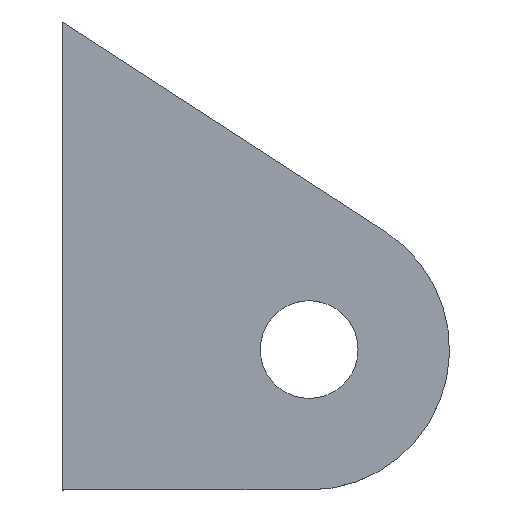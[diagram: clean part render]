
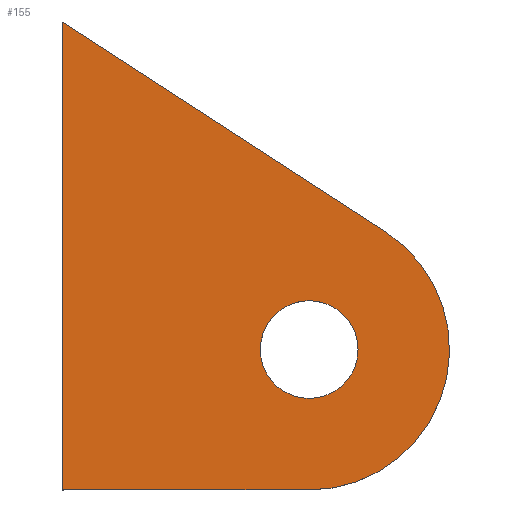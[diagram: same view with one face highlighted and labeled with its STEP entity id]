
A CAD part, top view. The second image highlights one B-rep face of the part: STEP entity #155.
In plain terms, the highlighted planar face has unit normal (0, 0, 1).
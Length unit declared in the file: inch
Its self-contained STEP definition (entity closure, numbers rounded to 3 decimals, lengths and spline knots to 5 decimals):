
#3 = EDGE_LOOP ( 'NONE', ( #12, #19 ) ) ;
#5 = CARTESIAN_POINT ( 'NONE',  ( 0.63158, 0.3, 0.0375 ) ) ;
#12 = ORIENTED_EDGE ( 'NONE', *, *, #205, .F. ) ;
#13 = DIRECTION ( 'NONE',  ( 0., 0., 1. ) ) ;
#14 = CIRCLE ( 'NONE', #142, 0.3 ) ;
#19 = ORIENTED_EDGE ( 'NONE', *, *, #66, .F. ) ;
#32 = DIRECTION ( 'NONE',  ( -1., 0., 0. ) ) ;
#40 = FACE_OUTER_BOUND ( 'NONE', #98, .T. ) ;
#57 = FACE_BOUND ( 'NONE', #3, .T. ) ;
#64 = VERTEX_POINT ( 'NONE', #275 ) ;
#66 = EDGE_CURVE ( 'NONE', #268, #101, #121, .T. ) ;
#72 = ORIENTED_EDGE ( 'NONE', *, *, #244, .T. ) ;
#75 = LINE ( 'NONE', #159, #271 ) ;
#84 = DIRECTION ( 'NONE',  ( -0.839, 0.545, 0. ) ) ;
#86 = ORIENTED_EDGE ( 'NONE', *, *, #184, .T. ) ;
#91 = AXIS2_PLACEMENT_3D ( 'NONE', #94, #103, #270 ) ;
#94 = CARTESIAN_POINT ( 'NONE',  ( 0., 0., 0.0375 ) ) ;
#96 = CARTESIAN_POINT ( 'NONE',  ( 0.52708, 0.3, 0.0375 ) ) ;
#98 = EDGE_LOOP ( 'NONE', ( #145, #198, #72, #86 ) ) ;
#101 = VERTEX_POINT ( 'NONE', #5 ) ;
#103 = DIRECTION ( 'NONE',  ( 0., 0., -1. ) ) ;
#107 = EDGE_CURVE ( 'NONE', #239, #64, #75, .T. ) ;
#110 = VERTEX_POINT ( 'NONE', #191 ) ;
#112 = CARTESIAN_POINT ( 'NONE',  ( 0.52708, 0.3, 0.0375 ) ) ;
#117 = DIRECTION ( 'NONE',  ( 1., 0., 0. ) ) ;
#119 = AXIS2_PLACEMENT_3D ( 'NONE', #173, #13, #232 ) ;
#121 = CIRCLE ( 'NONE', #287, 0.1045 ) ;
#130 = LINE ( 'NONE', #238, #249 ) ;
#141 = CARTESIAN_POINT ( 'NONE',  ( 0., 0., 0.0375 ) ) ;
#142 = AXIS2_PLACEMENT_3D ( 'NONE', #112, #152, #32 ) ;
#145 = ORIENTED_EDGE ( 'NONE', *, *, #107, .T. ) ;
#152 = DIRECTION ( 'NONE',  ( 0., 0., 1. ) ) ;
#155 = ADVANCED_FACE ( 'NONE', ( #57, #40 ), #181, .F. ) ;
#158 = VERTEX_POINT ( 'NONE', #221 ) ;
#159 = CARTESIAN_POINT ( 'NONE',  ( 1.53986, 0., 0.0375 ) ) ;
#173 = CARTESIAN_POINT ( 'NONE',  ( 0.52708, 0.3, 0.0375 ) ) ;
#181 = PLANE ( 'NONE',  #91 ) ;
#184 = EDGE_CURVE ( 'NONE', #158, #239, #222, .T. ) ;
#191 = CARTESIAN_POINT ( 'NONE',  ( 0.69047, 0.5516, 0.0375 ) ) ;
#198 = ORIENTED_EDGE ( 'NONE', *, *, #214, .T. ) ;
#205 = EDGE_CURVE ( 'NONE', #101, #268, #243, .T. ) ;
#214 = EDGE_CURVE ( 'NONE', #64, #110, #14, .T. ) ;
#217 = CARTESIAN_POINT ( 'NONE',  ( 0.42258, 0.3, 0.0375 ) ) ;
#221 = CARTESIAN_POINT ( 'NONE',  ( 0., 1., 0.0375 ) ) ;
#222 = LINE ( 'NONE', #141, #286 ) ;
#231 = DIRECTION ( 'NONE',  ( 0., -1., 0. ) ) ;
#232 = DIRECTION ( 'NONE',  ( 1., 0., 0. ) ) ;
#238 = CARTESIAN_POINT ( 'NONE',  ( 0., 1., 0.0375 ) ) ;
#239 = VERTEX_POINT ( 'NONE', #241 ) ;
#241 = CARTESIAN_POINT ( 'NONE',  ( 0., 0., 0.0375 ) ) ;
#243 = CIRCLE ( 'NONE', #119, 0.1045 ) ;
#244 = EDGE_CURVE ( 'NONE', #110, #158, #130, .T. ) ;
#248 = DIRECTION ( 'NONE',  ( 0., 0., 1. ) ) ;
#249 = VECTOR ( 'NONE', #84, 39.37008 ) ;
#251 = DIRECTION ( 'NONE',  ( 1., 0., 0. ) ) ;
#268 = VERTEX_POINT ( 'NONE', #217 ) ;
#270 = DIRECTION ( 'NONE',  ( -1., 0., 0. ) ) ;
#271 = VECTOR ( 'NONE', #251, 39.37008 ) ;
#275 = CARTESIAN_POINT ( 'NONE',  ( 0.52708, 0., 0.0375 ) ) ;
#286 = VECTOR ( 'NONE', #231, 39.37008 ) ;
#287 = AXIS2_PLACEMENT_3D ( 'NONE', #96, #248, #117 ) ;
